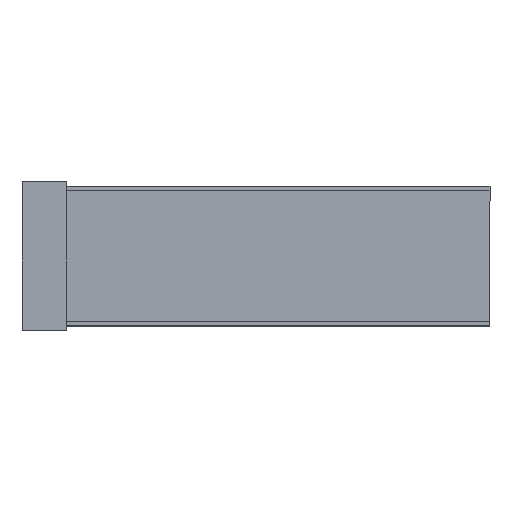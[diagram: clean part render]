
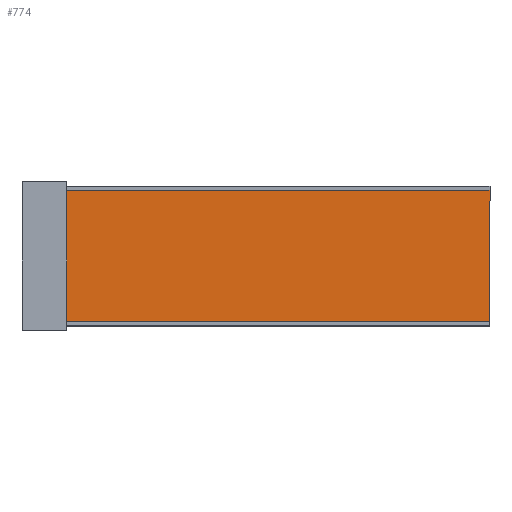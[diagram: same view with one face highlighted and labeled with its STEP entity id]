
A CAD part, top view. The second image highlights one B-rep face of the part: STEP entity #774.
In plain terms, the highlighted planar face has unit normal (0, 0, 1).
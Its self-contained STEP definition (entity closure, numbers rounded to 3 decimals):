
#46=FACE_OUTER_BOUND('',#92,.T.);
#92=EDGE_LOOP('',(#540,#541,#542,#543));
#150=LINE('',#1115,#246);
#153=LINE('',#1122,#249);
#158=LINE('',#1130,#254);
#159=LINE('',#1132,#255);
#246=VECTOR('',#914,304.8);
#249=VECTOR('',#919,304.8);
#254=VECTOR('',#928,304.8);
#255=VECTOR('',#931,304.8);
#334=VERTEX_POINT('',#1112);
#335=VERTEX_POINT('',#1114);
#337=VERTEX_POINT('',#1119);
#338=VERTEX_POINT('',#1121);
#406=EDGE_CURVE('',#334,#335,#150,.T.);
#409=EDGE_CURVE('',#337,#338,#153,.T.);
#414=EDGE_CURVE('',#338,#334,#158,.T.);
#415=EDGE_CURVE('',#337,#335,#159,.T.);
#540=ORIENTED_EDGE('',*,*,#406,.F.);
#541=ORIENTED_EDGE('',*,*,#414,.F.);
#542=ORIENTED_EDGE('',*,*,#409,.F.);
#543=ORIENTED_EDGE('',*,*,#415,.T.);
#682=PLANE('',#829);
#774=ADVANCED_FACE('',(#46),#682,.T.);
#829=AXIS2_PLACEMENT_3D('',#1131,#929,#930);
#914=DIRECTION('',(-1.,0.,0.));
#919=DIRECTION('',(1.,0.,0.));
#928=DIRECTION('',(0.,-1.,0.));
#929=DIRECTION('center_axis',(0.,0.,1.));
#930=DIRECTION('ref_axis',(0.,1.,0.));
#931=DIRECTION('',(0.,-1.,0.));
#1112=CARTESIAN_POINT('',(147.,-500.,94.));
#1114=CARTESIAN_POINT('',(-147.,-500.,94.));
#1115=CARTESIAN_POINT('',(147.,-500.,94.));
#1119=CARTESIAN_POINT('',(-147.,500.,94.));
#1121=CARTESIAN_POINT('',(147.,500.,94.));
#1122=CARTESIAN_POINT('',(-147.,500.,94.));
#1130=CARTESIAN_POINT('',(147.,-500.,94.));
#1131=CARTESIAN_POINT('Origin',(147.,-500.,94.));
#1132=CARTESIAN_POINT('',(-147.,-500.,94.));
